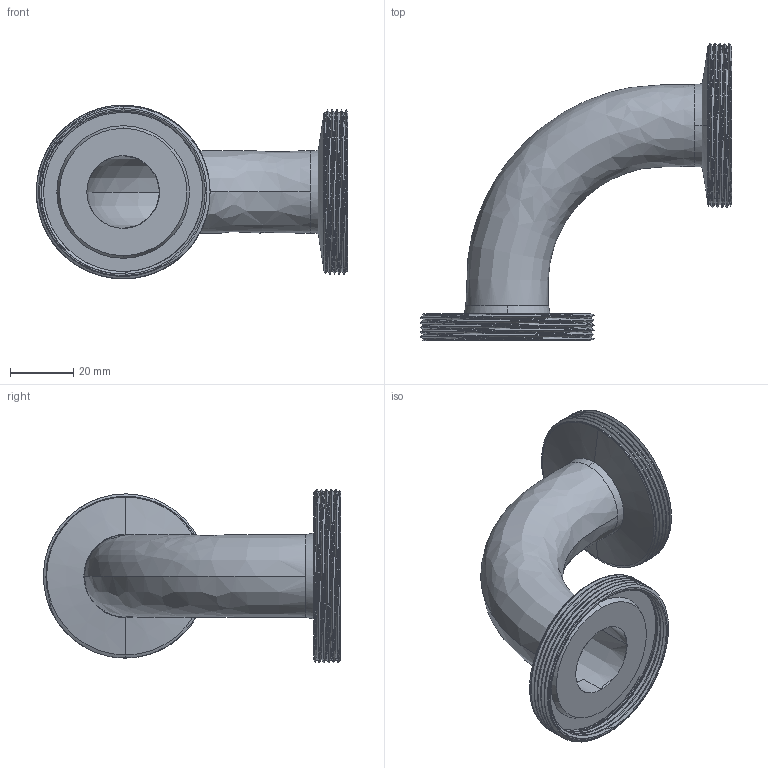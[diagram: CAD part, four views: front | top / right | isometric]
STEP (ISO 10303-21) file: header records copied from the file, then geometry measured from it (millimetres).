
FILE_DESCRIPTION (( 'STEP AP203' ), '1' );
FILE_NAME ('3D_M-3007_25_174784340.STEP', '2024-09-12T12:02:08', ( '' ), ( '' ), 'SwSTEP 2.0', 'SolidWorks 2024', '' );
FILE_SCHEMA (( 'CONFIG_CONTROL_DESIGN' ));
Length unit declared in the file: millimetre
Products named in the file (1): 3D_M-3007_25_174784340
Bounding box: 98.55 x 94.08 x 55 mm (x, y, z)
Volume: 27435.6 mm3; surface area: 29155.9 mm2
Topology: 1 solids, 1 shells, 89 faces, 236 edges, 155 vertices
Faces by surface type: cylinder 38, cone 24, bspline 17, plane 10
Entity records: 13889 total; most frequent: CARTESIAN_POINT 11930, ORIENTED_EDGE 472, DIRECTION 296, EDGE_CURVE 236, VERTEX_POINT 155, AXIS2_PLACEMENT_3D 122, EDGE_LOOP 97, FACE_OUTER_BOUND 89
